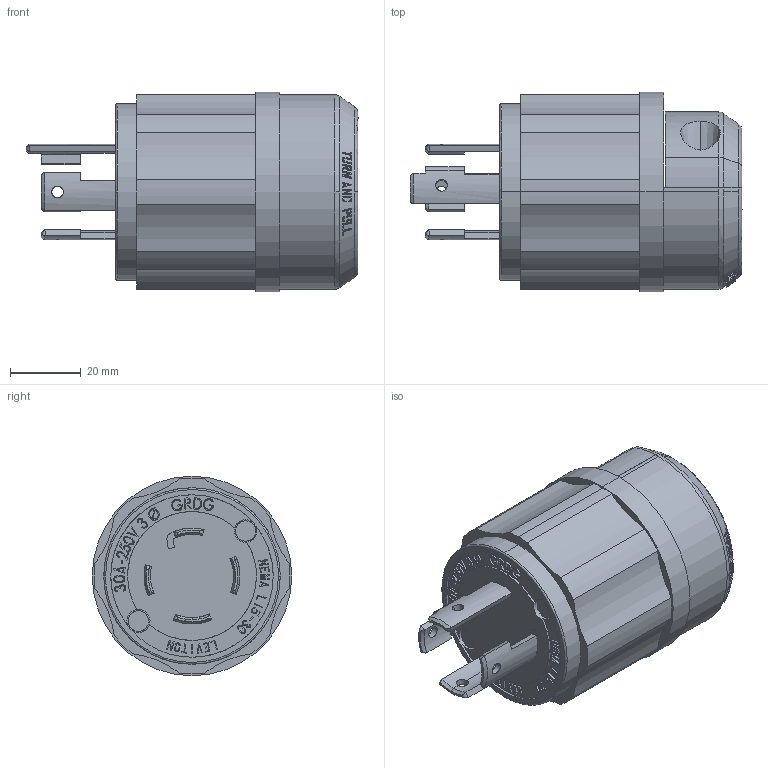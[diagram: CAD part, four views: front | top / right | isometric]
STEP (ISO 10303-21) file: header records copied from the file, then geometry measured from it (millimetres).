
FILE_DESCRIPTION (( 'STEP AP214' ), '1' );
FILE_NAME ('CATSTD-02721-00X-M01.STEP', '2022-03-07T16:57:53', ( '' ), ( '' ), 'SwSTEP 2.0', 'SolidWorks 2020', '' );
FILE_SCHEMA (( 'AUTOMOTIVE_DESIGN' ));
Length unit declared in the file: inch
Products named in the file (1): CATSTD-02721-00X-M01
Bounding box: 94.08 x 56.52 x 56.52 mm (x, y, z)
Volume: 145811.1 mm3; surface area: 24597.6 mm2
Topology: 1 solids, 1 shells, 1219 faces, 3446 edges, 2322 vertices
Faces by surface type: plane 864, cylinder 204, bspline 107, cone 44
Full cylindrical faces by diameter (mm): 5.74 x1, 5.791 x1
Entity records: 49114 total; most frequent: CARTESIAN_POINT 19464, ORIENTED_EDGE 6888, DIRECTION 4945, EDGE_CURVE 3444, VERTEX_POINT 2322, VECTOR 2099, LINE 2099, AXIS2_PLACEMENT_3D 1423
